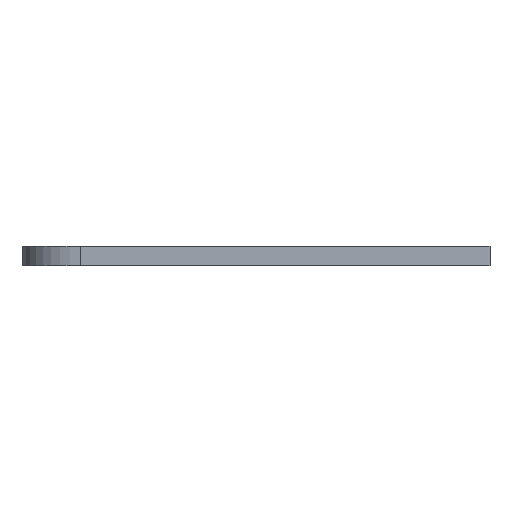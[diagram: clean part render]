
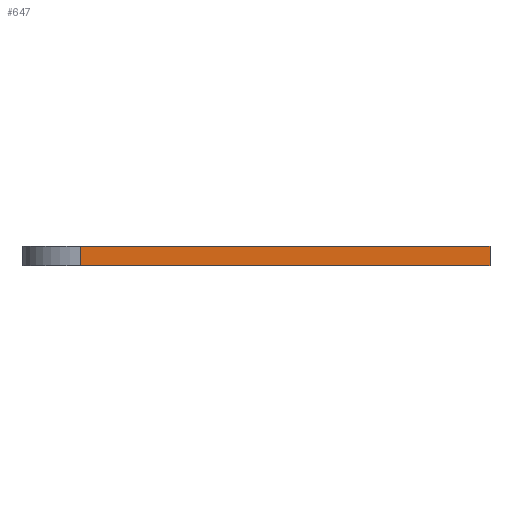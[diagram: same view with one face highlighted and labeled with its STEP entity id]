
A CAD part, left-side view. The second image highlights one B-rep face of the part: STEP entity #647.
In plain terms, the highlighted planar face has unit normal (-1, 0, 0).
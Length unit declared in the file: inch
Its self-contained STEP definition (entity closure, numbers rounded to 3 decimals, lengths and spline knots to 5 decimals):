
#99=FACE_OUTER_BOUND('',#137,.T.);
#137=EDGE_LOOP('',(#565,#566,#567,#568));
#162=LINE('',#952,#224);
#166=LINE('',#961,#228);
#204=LINE('',#1073,#266);
#206=LINE('',#1076,#268);
#224=VECTOR('',#768,0.1345);
#228=VECTOR('',#776,2.75591);
#266=VECTOR('',#888,0.1345);
#268=VECTOR('',#892,2.75591);
#285=VERTEX_POINT('',#945);
#288=VERTEX_POINT('',#950);
#291=VERTEX_POINT('',#960);
#328=VERTEX_POINT('',#1072);
#356=EDGE_CURVE('',#288,#285,#162,.T.);
#360=EDGE_CURVE('',#291,#285,#166,.T.);
#416=EDGE_CURVE('',#328,#291,#204,.T.);
#418=EDGE_CURVE('',#328,#288,#206,.T.);
#565=ORIENTED_EDGE('',*,*,#356,.F.);
#566=ORIENTED_EDGE('',*,*,#418,.F.);
#567=ORIENTED_EDGE('',*,*,#416,.T.);
#568=ORIENTED_EDGE('',*,*,#360,.T.);
#615=PLANE('',#709);
#647=ADVANCED_FACE('',(#99),#615,.T.);
#709=AXIS2_PLACEMENT_3D('',#1075,#890,#891);
#768=DIRECTION('',(0.,0.,1.));
#776=DIRECTION('',(0.,1.,0.));
#888=DIRECTION('',(0.,0.,1.));
#890=DIRECTION('center_axis',(-1.,0.,0.));
#891=DIRECTION('ref_axis',(0.,0.,1.));
#892=DIRECTION('',(0.,1.,0.));
#945=CARTESIAN_POINT('',(0.,2.75591,0.1345));
#950=CARTESIAN_POINT('',(0.,2.75591,0.));
#952=CARTESIAN_POINT('',(0.,2.75591,0.));
#960=CARTESIAN_POINT('',(0.,0.,0.1345));
#961=CARTESIAN_POINT('',(0.,0.,0.1345));
#1072=CARTESIAN_POINT('',(0.,0.,0.));
#1073=CARTESIAN_POINT('',(0.,0.,0.));
#1075=CARTESIAN_POINT('Origin',(0.,0.,0.));
#1076=CARTESIAN_POINT('',(0.,0.,0.));
